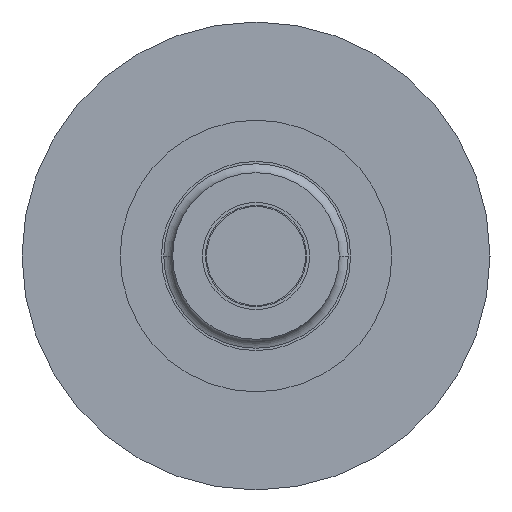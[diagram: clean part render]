
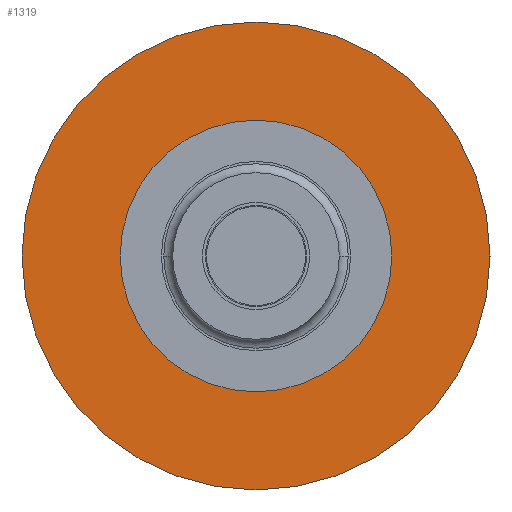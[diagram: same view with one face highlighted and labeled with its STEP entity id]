
A CAD part, front view. The second image highlights one B-rep face of the part: STEP entity #1319.
In plain terms, the highlighted planar face has unit normal (0, -1, 0).
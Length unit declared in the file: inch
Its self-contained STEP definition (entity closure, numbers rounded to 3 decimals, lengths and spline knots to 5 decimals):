
#340 = DIRECTION ( 'NONE',  ( -1., 0., 0. ) ) ;
#349 = DIRECTION ( 'NONE',  ( 0., -1., 0. ) ) ;
#362 = CARTESIAN_POINT ( 'NONE',  ( 0., -0.60633, 0. ) ) ;
#369 = PLANE ( 'NONE',  #1199 ) ;
#410 = DIRECTION ( 'NONE',  ( 0., 1., 0. ) ) ;
#411 = CARTESIAN_POINT ( 'NONE',  ( 0., -0.60633, 0. ) ) ;
#414 = CARTESIAN_POINT ( 'NONE',  ( 0.3425, -0.60633, 0. ) ) ;
#434 = DIRECTION ( 'NONE',  ( 1., 0., 0. ) ) ;
#506 = DIRECTION ( 'NONE',  ( 1., 0., 0. ) ) ;
#508 = DIRECTION ( 'NONE',  ( 0., 1., 0. ) ) ;
#511 = CARTESIAN_POINT ( 'NONE',  ( 0., -0.60633, 0. ) ) ;
#517 = DIRECTION ( 'NONE',  ( 1., 0., 0. ) ) ;
#518 = DIRECTION ( 'NONE',  ( 0., 1., 0. ) ) ;
#519 = CARTESIAN_POINT ( 'NONE',  ( 0., -0.60633, 0. ) ) ;
#543 = DIRECTION ( 'NONE',  ( 1., 0., 0. ) ) ;
#544 = DIRECTION ( 'NONE',  ( 0., 1., 0. ) ) ;
#545 = CARTESIAN_POINT ( 'NONE',  ( 0., -0.60633, 0. ) ) ;
#589 = CARTESIAN_POINT ( 'NONE',  ( -0.3425, -0.60633, 0. ) ) ;
#593 = CARTESIAN_POINT ( 'NONE',  ( -0.59, -0.60633, 0. ) ) ;
#594 = CARTESIAN_POINT ( 'NONE',  ( 0.59, -0.60633, 0. ) ) ;
#695 = VERTEX_POINT ( 'NONE', #414 ) ;
#713 = VERTEX_POINT ( 'NONE', #594 ) ;
#714 = VERTEX_POINT ( 'NONE', #593 ) ;
#718 = VERTEX_POINT ( 'NONE', #589 ) ;
#740 = ORIENTED_EDGE ( 'NONE', *, *, #979, .T. ) ;
#741 = ORIENTED_EDGE ( 'NONE', *, *, #983, .T. ) ;
#742 = ORIENTED_EDGE ( 'NONE', *, *, #1001, .F. ) ;
#743 = ORIENTED_EDGE ( 'NONE', *, *, #984, .F. ) ;
#893 = EDGE_LOOP ( 'NONE', ( #742, #743 ) ) ;
#915 = EDGE_LOOP ( 'NONE', ( #740, #741 ) ) ;
#979 = EDGE_CURVE ( 'NONE', #695, #718, #1739, .T. ) ;
#983 = EDGE_CURVE ( 'NONE', #718, #695, #1735, .T. ) ;
#984 = EDGE_CURVE ( 'NONE', #714, #713, #1733, .T. ) ;
#1001 = EDGE_CURVE ( 'NONE', #713, #714, #1716, .T. ) ;
#1199 = AXIS2_PLACEMENT_3D ( 'NONE', #362, #349, #340 ) ;
#1270 = AXIS2_PLACEMENT_3D ( 'NONE', #411, #410, #434 ) ;
#1286 = AXIS2_PLACEMENT_3D ( 'NONE', #511, #508, #506 ) ;
#1287 = AXIS2_PLACEMENT_3D ( 'NONE', #519, #518, #517 ) ;
#1291 = AXIS2_PLACEMENT_3D ( 'NONE', #545, #544, #543 ) ;
#1319 = ADVANCED_FACE ( 'NONE', ( #1523, #1514 ), #369, .T. ) ;
#1514 = FACE_OUTER_BOUND ( 'NONE', #893, .T. ) ;
#1523 = FACE_BOUND ( 'NONE', #915, .T. ) ;
#1716 = CIRCLE ( 'NONE', #1270, 0.59 ) ;
#1733 = CIRCLE ( 'NONE', #1286, 0.59 ) ;
#1735 = CIRCLE ( 'NONE', #1287, 0.3425 ) ;
#1739 = CIRCLE ( 'NONE', #1291, 0.3425 ) ;
